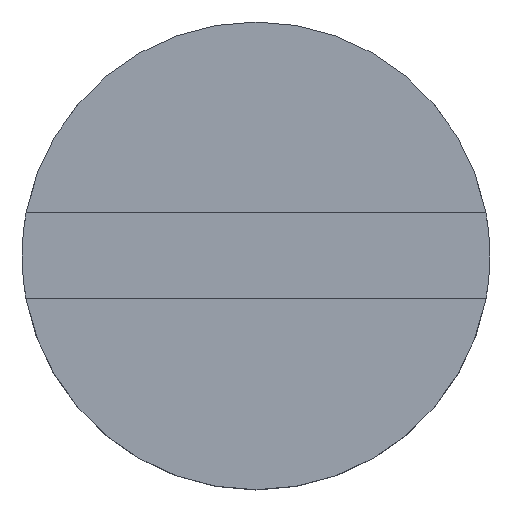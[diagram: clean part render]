
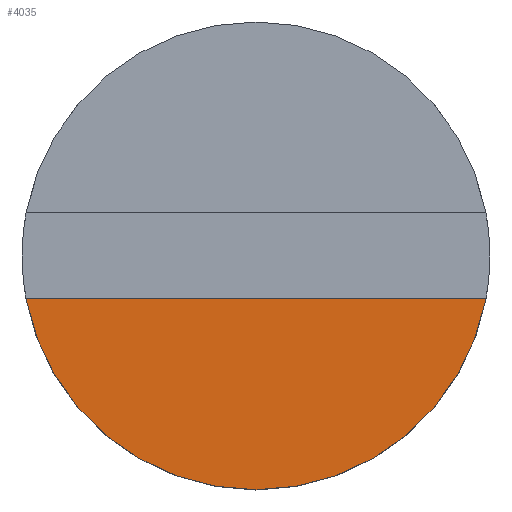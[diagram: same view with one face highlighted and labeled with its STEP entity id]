
A CAD part, top view. The second image highlights one B-rep face of the part: STEP entity #4035.
In plain terms, the highlighted planar face has unit normal (0, 0, 1).
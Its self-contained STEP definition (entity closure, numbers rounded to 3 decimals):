
#556 = CARTESIAN_POINT ( 'NONE',  ( 0., -0.35, 1.3 ) ) ;
#566 = EDGE_CURVE ( 'NONE', #6325, #935, #4499, .T. ) ;
#593 = DIRECTION ( 'NONE',  ( 0., 0., 1. ) ) ;
#935 = VERTEX_POINT ( 'NONE', #5187 ) ;
#1103 = CARTESIAN_POINT ( 'NONE',  ( 0., 0., 1.3 ) ) ;
#1108 = AXIS2_PLACEMENT_3D ( 'NONE', #2304, #2829, #3364 ) ;
#1752 = EDGE_LOOP ( 'NONE', ( #6153, #5301 ) ) ;
#2254 = DIRECTION ( 'NONE',  ( 1., 0., 0. ) ) ;
#2304 = CARTESIAN_POINT ( 'NONE',  ( 0., 0., 1.3 ) ) ;
#2829 = DIRECTION ( 'NONE',  ( 0., 0., 1. ) ) ;
#2898 = CARTESIAN_POINT ( 'NONE',  ( -1.867, -0.35, 1.3 ) ) ;
#2950 = EDGE_CURVE ( 'NONE', #6325, #935, #6738, .T. ) ;
#3280 = VECTOR ( 'NONE', #4428, 1000. ) ;
#3347 = AXIS2_PLACEMENT_3D ( 'NONE', #1103, #593, #2254 ) ;
#3364 = DIRECTION ( 'NONE',  ( 1., 0., 0. ) ) ;
#3719 = FACE_OUTER_BOUND ( 'NONE', #1752, .T. ) ;
#3958 = PLANE ( 'NONE',  #3347 ) ;
#4035 = ADVANCED_FACE ( 'NONE', ( #3719 ), #3958, .T. ) ;
#4428 = DIRECTION ( 'NONE',  ( 1., 0., 0. ) ) ;
#4499 = CIRCLE ( 'NONE', #1108, 1.9 ) ;
#5187 = CARTESIAN_POINT ( 'NONE',  ( 1.867, -0.35, 1.3 ) ) ;
#5301 = ORIENTED_EDGE ( 'NONE', *, *, #566, .T. ) ;
#6153 = ORIENTED_EDGE ( 'NONE', *, *, #2950, .F. ) ;
#6325 = VERTEX_POINT ( 'NONE', #2898 ) ;
#6738 = LINE ( 'NONE', #556, #3280 ) ;
